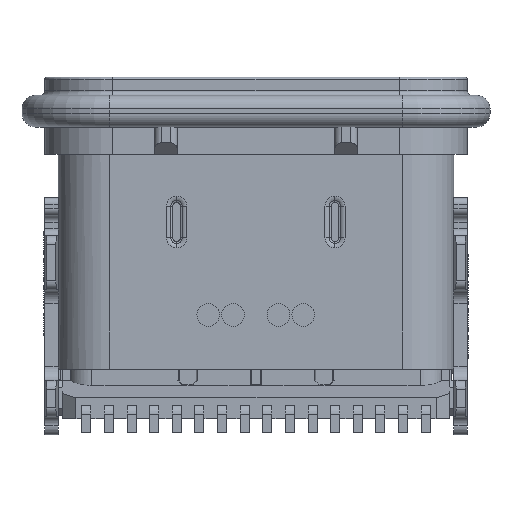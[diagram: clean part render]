
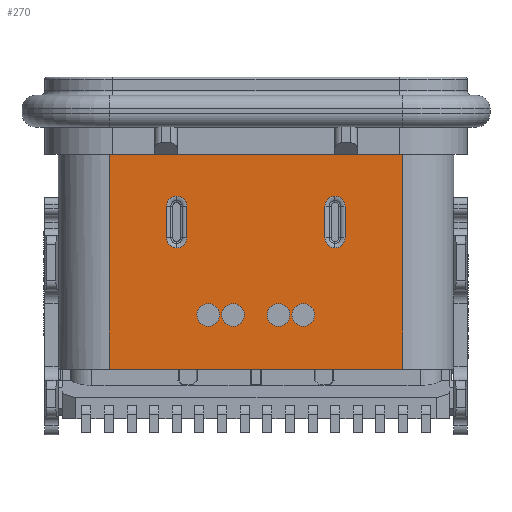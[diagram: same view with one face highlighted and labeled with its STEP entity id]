
A CAD part, front view. The second image highlights one B-rep face of the part: STEP entity #270.
In plain terms, the highlighted planar face has unit normal (0, -1, 0).
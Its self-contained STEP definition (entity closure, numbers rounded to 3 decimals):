
#270=ADVANCED_FACE('',(#1242,#1243,#1244,#1245,#1246,#1247,#1248),#1249,.T.);
#1242=FACE_OUTER_BOUND('',#2864,.T.);
#1243=FACE_BOUND('',#2865,.T.);
#1244=FACE_BOUND('',#2866,.T.);
#1245=FACE_BOUND('',#2867,.T.);
#1246=FACE_BOUND('',#2868,.T.);
#1247=FACE_BOUND('',#2869,.T.);
#1248=FACE_BOUND('',#2870,.T.);
#1249=PLANE('',#2871);
#2864=EDGE_LOOP('',(#5353,#5354,#5355,#5356));
#2865=EDGE_LOOP('',(#5357,#5358));
#2866=EDGE_LOOP('',(#5359,#5360));
#2867=EDGE_LOOP('',(#5361,#5362));
#2868=EDGE_LOOP('',(#5363,#5364));
#2869=EDGE_LOOP('',(#5365,#5366,#5367,#5368,#5369,#5370));
#2870=EDGE_LOOP('',(#5371,#5372,#5373,#5374,#5375,#5376));
#2871=AXIS2_PLACEMENT_3D('',#5377,#5378,#5379);
#5353=ORIENTED_EDGE('',*,*,#11136,.F.);
#5354=ORIENTED_EDGE('',*,*,#11137,.F.);
#5355=ORIENTED_EDGE('',*,*,#10929,.F.);
#5356=ORIENTED_EDGE('',*,*,#10814,.T.);
#5357=ORIENTED_EDGE('',*,*,#11138,.T.);
#5358=ORIENTED_EDGE('',*,*,#11139,.T.);
#5359=ORIENTED_EDGE('',*,*,#11140,.T.);
#5360=ORIENTED_EDGE('',*,*,#11141,.T.);
#5361=ORIENTED_EDGE('',*,*,#11142,.T.);
#5362=ORIENTED_EDGE('',*,*,#11143,.T.);
#5363=ORIENTED_EDGE('',*,*,#11144,.T.);
#5364=ORIENTED_EDGE('',*,*,#11145,.T.);
#5365=ORIENTED_EDGE('',*,*,#11146,.F.);
#5366=ORIENTED_EDGE('',*,*,#11147,.T.);
#5367=ORIENTED_EDGE('',*,*,#10694,.T.);
#5368=ORIENTED_EDGE('',*,*,#11148,.F.);
#5369=ORIENTED_EDGE('',*,*,#10696,.T.);
#5370=ORIENTED_EDGE('',*,*,#11149,.T.);
#5371=ORIENTED_EDGE('',*,*,#11150,.F.);
#5372=ORIENTED_EDGE('',*,*,#10679,.T.);
#5373=ORIENTED_EDGE('',*,*,#11151,.T.);
#5374=ORIENTED_EDGE('',*,*,#11152,.F.);
#5375=ORIENTED_EDGE('',*,*,#11153,.T.);
#5376=ORIENTED_EDGE('',*,*,#10683,.T.);
#5377=CARTESIAN_POINT('',(7.17,-1.28,2.7));
#5378=DIRECTION('',(0.0,-1.0,0.0));
#5379=DIRECTION('',(0.0,0.0,-1.0));
#10679=EDGE_CURVE('',#12839,#12837,#12840,.T.);
#10683=EDGE_CURVE('',#12842,#12844,#12846,.T.);
#10694=EDGE_CURVE('',#12863,#12865,#12867,.T.);
#10696=EDGE_CURVE('',#12870,#12868,#12871,.T.);
#10814=EDGE_CURVE('',#13090,#13088,#13091,.T.);
#10929=EDGE_CURVE('',#13090,#13284,#13285,.T.);
#11136=EDGE_CURVE('',#13643,#13088,#13645,.T.);
#11137=EDGE_CURVE('',#13284,#13643,#13646,.T.);
#11138=EDGE_CURVE('',#13647,#13648,#13649,.T.);
#11139=EDGE_CURVE('',#13648,#13647,#13650,.T.);
#11140=EDGE_CURVE('',#13651,#13652,#13653,.T.);
#11141=EDGE_CURVE('',#13652,#13651,#13654,.T.);
#11142=EDGE_CURVE('',#13655,#13656,#13657,.T.);
#11143=EDGE_CURVE('',#13656,#13655,#13658,.T.);
#11144=EDGE_CURVE('',#13659,#13660,#13661,.T.);
#11145=EDGE_CURVE('',#13660,#13659,#13662,.T.);
#11146=EDGE_CURVE('',#13663,#13664,#13665,.T.);
#11147=EDGE_CURVE('',#13663,#12863,#13666,.T.);
#11148=EDGE_CURVE('',#12870,#12865,#13667,.T.);
#11149=EDGE_CURVE('',#12868,#13664,#13668,.T.);
#11150=EDGE_CURVE('',#12839,#12844,#13669,.T.);
#11151=EDGE_CURVE('',#12837,#13670,#13671,.T.);
#11152=EDGE_CURVE('',#13672,#13670,#13673,.T.);
#11153=EDGE_CURVE('',#13672,#12842,#13674,.T.);
#12837=VERTEX_POINT('',#16107);
#12839=VERTEX_POINT('',#16109);
#12840=CIRCLE('',#16110,0.223);
#12842=VERTEX_POINT('',#16112);
#12844=VERTEX_POINT('',#16114);
#12846=CIRCLE('',#16116,0.223);
#12863=VERTEX_POINT('',#16133);
#12865=VERTEX_POINT('',#16135);
#12867=CIRCLE('',#16137,0.223);
#12868=VERTEX_POINT('',#16138);
#12870=VERTEX_POINT('',#16140);
#12871=CIRCLE('',#16141,0.223);
#13088=VERTEX_POINT('',#16402);
#13090=VERTEX_POINT('',#16404);
#13091=LINE('',#16405,#16406);
#13284=VERTEX_POINT('',#16716);
#13285=LINE('',#16717,#16718);
#13643=VERTEX_POINT('',#17226);
#13645=LINE('',#17228,#17229);
#13646=LINE('',#17230,#17231);
#13647=VERTEX_POINT('',#17232);
#13648=VERTEX_POINT('',#17233);
#13649=CIRCLE('',#17234,0.25);
#13650=CIRCLE('',#17235,0.25);
#13651=VERTEX_POINT('',#17236);
#13652=VERTEX_POINT('',#17237);
#13653=CIRCLE('',#17238,0.25);
#13654=CIRCLE('',#17239,0.25);
#13655=VERTEX_POINT('',#17240);
#13656=VERTEX_POINT('',#17241);
#13657=CIRCLE('',#17242,0.25);
#13658=CIRCLE('',#17243,0.25);
#13659=VERTEX_POINT('',#17244);
#13660=VERTEX_POINT('',#17245);
#13661=CIRCLE('',#17246,0.25);
#13662=CIRCLE('',#17247,0.25);
#13663=VERTEX_POINT('',#17248);
#13664=VERTEX_POINT('',#17249);
#13665=LINE('',#17250,#17251);
#13666=CIRCLE('',#17252,0.223);
#13667=LINE('',#17253,#17254);
#13668=CIRCLE('',#17255,0.223);
#13669=LINE('',#17256,#17257);
#13670=VERTEX_POINT('',#17258);
#13671=CIRCLE('',#17259,0.223);
#13672=VERTEX_POINT('',#17260);
#13673=LINE('',#17261,#17262);
#13674=CIRCLE('',#17263,0.223);
#16107=CARTESIAN_POINT('',(-1.755,-1.28,0.177));
#16109=CARTESIAN_POINT('',(-1.532,-1.28,0.4));
#16110=AXIS2_PLACEMENT_3D('',#20981,#20982,#20983);
#16112=CARTESIAN_POINT('',(-1.755,-1.28,1.322));
#16114=CARTESIAN_POINT('',(-1.532,-1.28,1.1));
#16116=AXIS2_PLACEMENT_3D('',#20993,#20994,#20995);
#16133=CARTESIAN_POINT('',(1.745,-1.28,1.322));
#16135=CARTESIAN_POINT('',(1.968,-1.28,1.1));
#16137=AXIS2_PLACEMENT_3D('',#21026,#21027,#21028);
#16138=CARTESIAN_POINT('',(1.745,-1.28,0.177));
#16140=CARTESIAN_POINT('',(1.968,-1.28,0.4));
#16141=AXIS2_PLACEMENT_3D('',#21032,#21033,#21034);
#16402=CARTESIAN_POINT('',(3.24,-1.28,-2.5));
#16404=CARTESIAN_POINT('',(-3.24,-1.28,-2.5));
#16405=CARTESIAN_POINT('',(-3.24,-1.28,-2.5));
#16406=VECTOR('',#21298,6.48);
#16716=CARTESIAN_POINT('',(-3.24,-1.28,2.25));
#16717=CARTESIAN_POINT('',(-3.24,-1.28,-2.5));
#16718=VECTOR('',#21431,4.75);
#17226=CARTESIAN_POINT('',(3.24,-1.28,2.25));
#17228=CARTESIAN_POINT('',(3.24,-1.28,2.25));
#17229=VECTOR('',#21786,4.75);
#17230=CARTESIAN_POINT('',(-3.24,-1.28,2.25));
#17231=VECTOR('',#21787,6.48);
#17232=CARTESIAN_POINT('',(0.495,-1.28,-1.05));
#17233=CARTESIAN_POINT('',(0.495,-1.28,-1.55));
#17234=AXIS2_PLACEMENT_3D('',#21788,#21789,#21790);
#17235=AXIS2_PLACEMENT_3D('',#21791,#21792,#21793);
#17236=CARTESIAN_POINT('',(1.045,-1.28,-1.05));
#17237=CARTESIAN_POINT('',(1.045,-1.28,-1.55));
#17238=AXIS2_PLACEMENT_3D('',#21794,#21795,#21796);
#17239=AXIS2_PLACEMENT_3D('',#21797,#21798,#21799);
#17240=CARTESIAN_POINT('',(-0.505,-1.28,-1.05));
#17241=CARTESIAN_POINT('',(-0.505,-1.28,-1.55));
#17242=AXIS2_PLACEMENT_3D('',#21800,#21801,#21802);
#17243=AXIS2_PLACEMENT_3D('',#21803,#21804,#21805);
#17244=CARTESIAN_POINT('',(-1.055,-1.28,-1.05));
#17245=CARTESIAN_POINT('',(-1.055,-1.28,-1.55));
#17246=AXIS2_PLACEMENT_3D('',#21806,#21807,#21808);
#17247=AXIS2_PLACEMENT_3D('',#21809,#21810,#21811);
#17248=CARTESIAN_POINT('',(1.522,-1.28,1.1));
#17249=CARTESIAN_POINT('',(1.522,-1.28,0.4));
#17250=CARTESIAN_POINT('',(1.522,-1.28,1.1));
#17251=VECTOR('',#21812,0.7);
#17252=AXIS2_PLACEMENT_3D('',#21813,#21814,#21815);
#17253=CARTESIAN_POINT('',(1.968,-1.28,0.4));
#17254=VECTOR('',#21816,0.7);
#17255=AXIS2_PLACEMENT_3D('',#21817,#21818,#21819);
#17256=CARTESIAN_POINT('',(-1.532,-1.28,0.4));
#17257=VECTOR('',#21820,0.7);
#17258=CARTESIAN_POINT('',(-1.978,-1.28,0.4));
#17259=AXIS2_PLACEMENT_3D('',#21821,#21822,#21823);
#17260=CARTESIAN_POINT('',(-1.978,-1.28,1.1));
#17261=CARTESIAN_POINT('',(-1.978,-1.28,1.1));
#17262=VECTOR('',#21824,0.7);
#17263=AXIS2_PLACEMENT_3D('',#21825,#21826,#21827);
#20981=CARTESIAN_POINT('',(-1.755,-1.28,0.4));
#20982=DIRECTION('',(-0.0,1.0,0.0));
#20983=DIRECTION('',(1.0,0.0,0.));
#20993=CARTESIAN_POINT('',(-1.755,-1.28,1.1));
#20994=DIRECTION('',(0.0,1.0,0.0));
#20995=DIRECTION('',(-1.0,0.0,0.));
#21026=CARTESIAN_POINT('',(1.745,-1.28,1.1));
#21027=DIRECTION('',(0.0,1.0,0.0));
#21028=DIRECTION('',(-1.0,0.0,0.));
#21032=CARTESIAN_POINT('',(1.745,-1.28,0.4));
#21033=DIRECTION('',(-0.0,1.0,0.0));
#21034=DIRECTION('',(1.0,0.0,0.));
#21298=DIRECTION('',(1.0,0.0,0.0));
#21431=DIRECTION('',(0.0,0.0,1.0));
#21786=DIRECTION('',(0.0,0.0,-1.0));
#21787=DIRECTION('',(1.0,0.0,0.0));
#21788=CARTESIAN_POINT('',(0.495,-1.28,-1.3));
#21789=DIRECTION('',(0.0,1.0,0.0));
#21790=DIRECTION('',(0.0,0.0,1.0));
#21791=CARTESIAN_POINT('',(0.495,-1.28,-1.3));
#21792=DIRECTION('',(0.0,1.0,0.0));
#21793=DIRECTION('',(0.0,0.0,-1.0));
#21794=CARTESIAN_POINT('',(1.045,-1.28,-1.3));
#21795=DIRECTION('',(0.0,1.0,0.0));
#21796=DIRECTION('',(0.0,0.0,1.0));
#21797=CARTESIAN_POINT('',(1.045,-1.28,-1.3));
#21798=DIRECTION('',(0.0,1.0,0.0));
#21799=DIRECTION('',(0.0,0.0,-1.0));
#21800=CARTESIAN_POINT('',(-0.505,-1.28,-1.3));
#21801=DIRECTION('',(0.0,1.0,0.0));
#21802=DIRECTION('',(0.0,0.0,1.0));
#21803=CARTESIAN_POINT('',(-0.505,-1.28,-1.3));
#21804=DIRECTION('',(0.0,1.0,0.0));
#21805=DIRECTION('',(0.0,0.0,-1.0));
#21806=CARTESIAN_POINT('',(-1.055,-1.28,-1.3));
#21807=DIRECTION('',(0.0,1.0,0.0));
#21808=DIRECTION('',(0.0,0.0,1.0));
#21809=CARTESIAN_POINT('',(-1.055,-1.28,-1.3));
#21810=DIRECTION('',(0.0,1.0,0.0));
#21811=DIRECTION('',(0.0,0.0,-1.0));
#21812=DIRECTION('',(0.0,0.0,-1.0));
#21813=CARTESIAN_POINT('',(1.745,-1.28,1.1));
#21814=DIRECTION('',(0.0,1.0,0.0));
#21815=DIRECTION('',(-1.0,0.0,0.));
#21816=DIRECTION('',(0.,0.0,1.0));
#21817=CARTESIAN_POINT('',(1.745,-1.28,0.4));
#21818=DIRECTION('',(-0.0,1.0,0.0));
#21819=DIRECTION('',(1.0,0.0,0.));
#21820=DIRECTION('',(0.0,0.0,1.0));
#21821=CARTESIAN_POINT('',(-1.755,-1.28,0.4));
#21822=DIRECTION('',(-0.0,1.0,0.0));
#21823=DIRECTION('',(1.0,0.0,0.));
#21824=DIRECTION('',(0.0,0.0,-1.0));
#21825=CARTESIAN_POINT('',(-1.755,-1.28,1.1));
#21826=DIRECTION('',(0.0,1.0,0.0));
#21827=DIRECTION('',(-1.0,0.0,0.));
